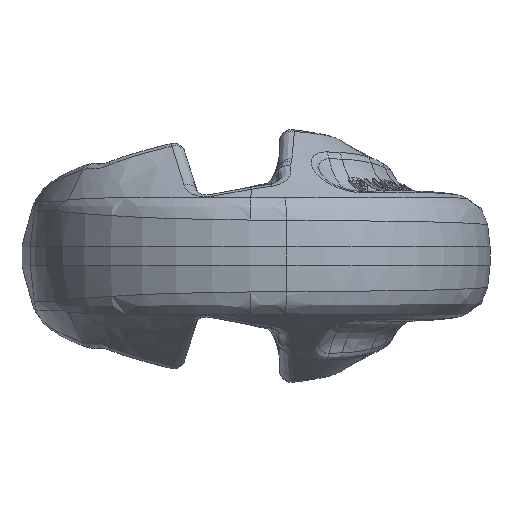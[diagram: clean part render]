
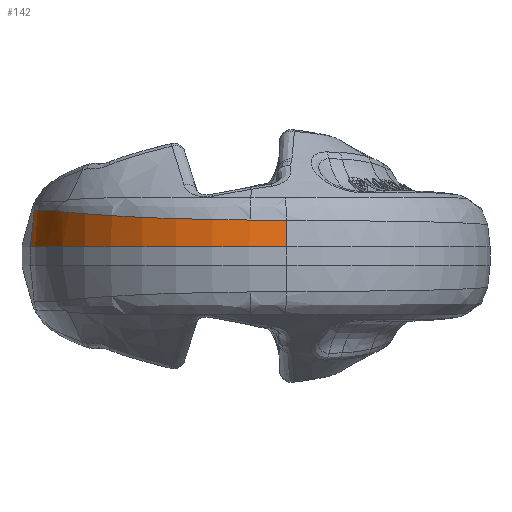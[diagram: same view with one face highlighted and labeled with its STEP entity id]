
A CAD part, front view. The second image highlights one B-rep face of the part: STEP entity #142.
In plain terms, the highlighted conical face has half-angle 6 degrees and reference radius 39.483 mm.
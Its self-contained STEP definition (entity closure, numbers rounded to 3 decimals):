
#142=ADVANCED_FACE('',(#790),#791,.T.);
#790=FACE_OUTER_BOUND('',#2877,.T.);
#791=CONICAL_SURFACE('',#2878,39.483,0.105);
#2877=EDGE_LOOP('',(#13110,#13111,#13112,#13113,#13114,#13115,#13116,#13117));
#2878=AXIS2_PLACEMENT_3D('',#13118,#13119,#13120);
#13110=ORIENTED_EDGE('',*,*,#17328,.T.);
#13111=ORIENTED_EDGE('',*,*,#17268,.F.);
#13112=ORIENTED_EDGE('',*,*,#17273,.F.);
#13113=ORIENTED_EDGE('',*,*,#17329,.T.);
#13114=ORIENTED_EDGE('',*,*,#17330,.T.);
#13115=ORIENTED_EDGE('',*,*,#17331,.T.);
#13116=ORIENTED_EDGE('',*,*,#17332,.T.);
#13117=ORIENTED_EDGE('',*,*,#17333,.T.);
#13118=CARTESIAN_POINT('',(4.516,-71.653,1.574));
#13119=DIRECTION('',(0.,0.,-1.0));
#13120=DIRECTION('',(-1.0,0.,0.));
#17268=EDGE_CURVE('',#19127,#19128,#19129,.T.);
#17273=EDGE_CURVE('',#19136,#19127,#19138,.T.);
#17328=EDGE_CURVE('',#19232,#19128,#19233,.T.);
#17329=EDGE_CURVE('',#19136,#19234,#19235,.T.);
#17330=EDGE_CURVE('',#19234,#19236,#19237,.T.);
#17331=EDGE_CURVE('',#19236,#19238,#19239,.T.);
#17332=EDGE_CURVE('',#19238,#19240,#19241,.T.);
#17333=EDGE_CURVE('',#19240,#19232,#19242,.T.);
#19127=VERTEX_POINT('',#23243);
#19128=VERTEX_POINT('',#23244);
#19129=LINE('',#23245,#23246);
#19136=VERTEX_POINT('',#23264);
#19138=B_SPLINE_CURVE_WITH_KNOTS('',3,(#23267,#23268,#23269,#23270),.UNSPECIFIED.,.F.,.F.,(4,4),(0.,1.0),.UNSPECIFIED.);
#19232=VERTEX_POINT('',#23564);
#19233=B_SPLINE_CURVE_WITH_KNOTS('',3,(#23565,#23566,#23567,#23568),.UNSPECIFIED.,.F.,.F.,(4,4),(0.,1.),.UNSPECIFIED.);
#19234=VERTEX_POINT('',#23569);
#19235=CIRCLE('',#23570,39.483);
#19236=VERTEX_POINT('',#23571);
#19237=LINE('',#23572,#23573);
#19238=VERTEX_POINT('',#23574);
#19239=B_SPLINE_CURVE_WITH_KNOTS('',3,(#23575,#23576,#23577,#23578),.UNSPECIFIED.,.F.,.F.,(4,4),(0.,1.0),.UNSPECIFIED.);
#19240=VERTEX_POINT('',#23579);
#19241=B_SPLINE_CURVE_WITH_KNOTS('',3,(#23580,#23581,#23582,#23583),.UNSPECIFIED.,.F.,.F.,(4,4),(0.0,1.0),.UNSPECIFIED.);
#19242=B_SPLINE_CURVE_WITH_KNOTS('',3,(#23584,#23585,#23586,#23587,#23588,#23589,#23590,#23591,#23592,#23593,#23594,#23595),.UNSPECIFIED.,.F.,.F.,(4,2,2,2,2,4),(0.0,0.25,0.5,0.75,0.875,1.0),.UNSPECIFIED.);
#23243=CARTESIAN_POINT('',(-34.614,-73.28,4.614));
#23244=CARTESIAN_POINT('',(-34.254,-73.299,8.022));
#23245=CARTESIAN_POINT('',(-34.931,-73.328,1.574));
#23246=VECTOR('',#29810,1.0);
#23264=CARTESIAN_POINT('',(-34.931,-73.328,1.574));
#23267=CARTESIAN_POINT('',(-34.931,-73.328,1.574));
#23268=CARTESIAN_POINT('',(-34.825,-73.324,2.587));
#23269=CARTESIAN_POINT('',(-34.719,-73.319,3.601));
#23270=CARTESIAN_POINT('',(-34.612,-73.315,4.614));
#23564=CARTESIAN_POINT('',(-30.507,-88.386,7.93));
#23565=CARTESIAN_POINT('',(-30.507,-88.386,7.93));
#23566=CARTESIAN_POINT('',(-32.767,-83.664,7.892));
#23567=CARTESIAN_POINT('',(-34.054,-78.527,7.816));
#23568=CARTESIAN_POINT('',(-34.254,-73.299,8.022));
#23569=CARTESIAN_POINT('',(9.644,-110.802,1.574));
#23570=AXIS2_PLACEMENT_3D('',#29848,#29849,#29850);
#23571=CARTESIAN_POINT('',(9.581,-110.32,6.192));
#23572=CARTESIAN_POINT('',(9.644,-110.802,1.574));
#23573=VECTOR('',#29851,1.0);
#23574=CARTESIAN_POINT('',(3.321,-110.627,6.238));
#23575=CARTESIAN_POINT('',(9.581,-110.32,6.192));
#23576=CARTESIAN_POINT('',(7.502,-110.591,6.206));
#23577=CARTESIAN_POINT('',(5.402,-110.693,6.222));
#23578=CARTESIAN_POINT('',(3.321,-110.627,6.238));
#23579=CARTESIAN_POINT('',(3.321,-110.626,6.248));
#23580=CARTESIAN_POINT('',(3.321,-110.627,6.238));
#23581=CARTESIAN_POINT('',(3.321,-110.627,6.241));
#23582=CARTESIAN_POINT('',(3.321,-110.627,6.245));
#23583=CARTESIAN_POINT('',(3.321,-110.626,6.248));
#23584=CARTESIAN_POINT('',(3.321,-110.626,6.248));
#23585=CARTESIAN_POINT('',(-0.246,-110.512,6.296));
#23586=CARTESIAN_POINT('',(-3.79,-109.902,6.352));
#23587=CARTESIAN_POINT('',(-10.527,-107.77,6.509));
#23588=CARTESIAN_POINT('',(-13.721,-106.258,6.611));
#23589=CARTESIAN_POINT('',(-19.683,-102.346,6.906));
#23590=CARTESIAN_POINT('',(-22.374,-99.984,7.139));
#23591=CARTESIAN_POINT('',(-25.885,-95.948,7.356));
#23592=CARTESIAN_POINT('',(-26.959,-94.523,7.451));
#23593=CARTESIAN_POINT('',(-28.905,-91.536,7.621));
#23594=CARTESIAN_POINT('',(-29.784,-89.974,7.624));
#23595=CARTESIAN_POINT('',(-30.507,-88.386,7.93));
#29810=DIRECTION('',(0.104,0.004,0.995));
#29848=CARTESIAN_POINT('',(4.516,-71.653,1.574));
#29849=DIRECTION('',(0.0,0.0,1.0));
#29850=DIRECTION('',(-1.0,0.0,0.0));
#29851=DIRECTION('',(-0.014,0.104,0.995));
